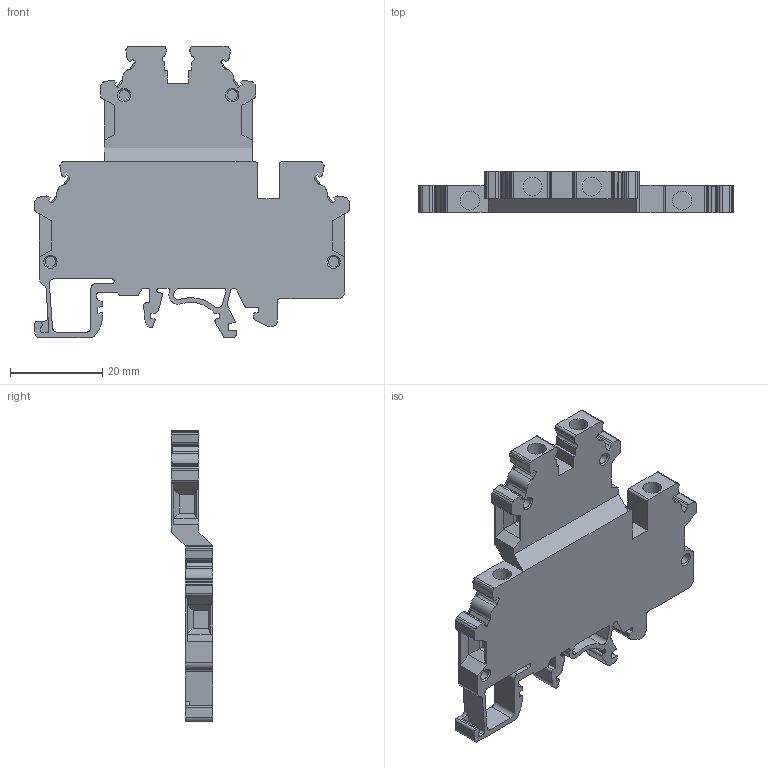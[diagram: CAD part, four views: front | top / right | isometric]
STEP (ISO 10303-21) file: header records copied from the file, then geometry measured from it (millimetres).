
FILE_DESCRIPTION( ( 'Unknown' ), '1' );
FILE_NAME( 'odl4u.stp', 'Unknown', ( 'Unknown' ), ( 'Unknown' ), 'PSStep 14.0', 'Unknown', ' ' );
FILE_SCHEMA( ( 'AUTOMOTIVE_DESIGN { 1 0 10303 214 1 1 1 1 }' ) );
Length unit declared in the file: millimetre
Products named in the file (1): 1
Bounding box: 68 x 8.95 x 63 mm (x, y, z)
Volume: 14167.9 mm3; surface area: 8512.5 mm2
Topology: 1 solids, 1 shells, 347 faces, 975 edges, 638 vertices
Faces by surface type: plane 213, cylinder 130, cone 4
Full cylindrical faces by diameter (mm): 2.3 x4, 4.1 x4
Entity records: 13877 total; most frequent: CARTESIAN_POINT 1941, DIRECTION 1927, ORIENTED_EDGE 1918, EDGE_CURVE 959, LINE 687, VECTOR 687, VERTEX_POINT 634, AXIS2_PLACEMENT_3D 620
